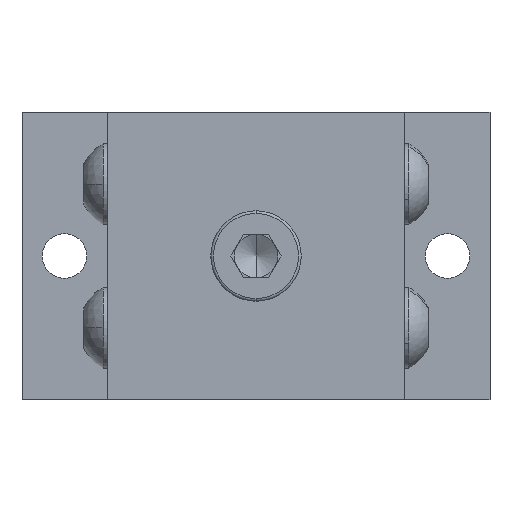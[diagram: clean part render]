
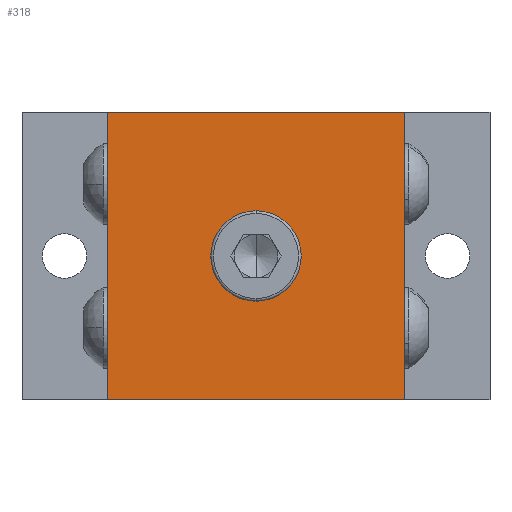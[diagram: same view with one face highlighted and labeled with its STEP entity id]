
A CAD part, front view. The second image highlights one B-rep face of the part: STEP entity #318.
In plain terms, the highlighted planar face has unit normal (0, -1, 0).
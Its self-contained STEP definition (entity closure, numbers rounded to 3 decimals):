
#318 = ADVANCED_FACE ( 'NONE', ( #16304, #7137 ), #16532, .F. ) ;
#586 = LINE ( 'NONE', #11630, #14107 ) ;
#765 = EDGE_CURVE ( 'NONE', #19012, #18477, #4331, .T. ) ;
#772 = DIRECTION ( 'NONE',  ( 0., -1., 0. ) ) ;
#1299 = EDGE_LOOP ( 'NONE', ( #2783, #20175, #20148, #8652 ) ) ;
#2123 = DIRECTION ( 'NONE',  ( 1., 0., 0. ) ) ;
#2556 = VERTEX_POINT ( 'NONE', #21644 ) ;
#2683 = ORIENTED_EDGE ( 'NONE', *, *, #21714, .F. ) ;
#2783 = ORIENTED_EDGE ( 'NONE', *, *, #9889, .T. ) ;
#3874 = DIRECTION ( 'NONE',  ( 0., 0., -1. ) ) ;
#4331 = CIRCLE ( 'NONE', #17893, 2.6 ) ;
#4556 = DIRECTION ( 'NONE',  ( 0., 0., -1. ) ) ;
#4922 = CARTESIAN_POINT ( 'NONE',  ( 14., -34., 0. ) ) ;
#5105 = EDGE_CURVE ( 'NONE', #7793, #2556, #18851, .T. ) ;
#5160 = EDGE_CURVE ( 'NONE', #7321, #2556, #21506, .T. ) ;
#5163 = CARTESIAN_POINT ( 'NONE',  ( 14., -34., 0. ) ) ;
#5359 = VECTOR ( 'NONE', #2123, 1000. ) ;
#5779 = DIRECTION ( 'NONE',  ( 0., 0., 1. ) ) ;
#7137 = FACE_OUTER_BOUND ( 'NONE', #1299, .T. ) ;
#7321 = VERTEX_POINT ( 'NONE', #5163 ) ;
#7793 = VERTEX_POINT ( 'NONE', #11856 ) ;
#7877 = DIRECTION ( 'NONE',  ( 0., -1., 0. ) ) ;
#8576 = CARTESIAN_POINT ( 'NONE',  ( 0., -34., 13.5 ) ) ;
#8652 = ORIENTED_EDGE ( 'NONE', *, *, #5105, .F. ) ;
#9071 = AXIS2_PLACEMENT_3D ( 'NONE', #17007, #12790, #5779 ) ;
#9873 = VERTEX_POINT ( 'NONE', #22762 ) ;
#9889 = EDGE_CURVE ( 'NONE', #7793, #9873, #586, .T. ) ;
#11337 = LINE ( 'NONE', #23695, #5359 ) ;
#11411 = ORIENTED_EDGE ( 'NONE', *, *, #765, .F. ) ;
#11630 = CARTESIAN_POINT ( 'NONE',  ( -14., -34., 0. ) ) ;
#11785 = AXIS2_PLACEMENT_3D ( 'NONE', #20457, #7877, #3874 ) ;
#11856 = CARTESIAN_POINT ( 'NONE',  ( -14., -34., 27. ) ) ;
#12046 = VECTOR ( 'NONE', #18967, 1000. ) ;
#12305 = DIRECTION ( 'NONE',  ( 0., 0., 1. ) ) ;
#12790 = DIRECTION ( 'NONE',  ( 0., 1., 0. ) ) ;
#13392 = CARTESIAN_POINT ( 'NONE',  ( -14., -34., 27. ) ) ;
#14107 = VECTOR ( 'NONE', #18668, 1000. ) ;
#15528 = VECTOR ( 'NONE', #12305, 1000. ) ;
#16029 = CIRCLE ( 'NONE', #11785, 2.6 ) ;
#16102 = EDGE_CURVE ( 'NONE', #9873, #7321, #11337, .T. ) ;
#16148 = CARTESIAN_POINT ( 'NONE',  ( 0., -34., 10.9 ) ) ;
#16304 = FACE_BOUND ( 'NONE', #21640, .T. ) ;
#16532 = PLANE ( 'NONE',  #9071 ) ;
#17007 = CARTESIAN_POINT ( 'NONE',  ( 0., -34., 0. ) ) ;
#17893 = AXIS2_PLACEMENT_3D ( 'NONE', #8576, #772, #4556 ) ;
#18477 = VERTEX_POINT ( 'NONE', #16148 ) ;
#18668 = DIRECTION ( 'NONE',  ( 0., 0., -1. ) ) ;
#18851 = LINE ( 'NONE', #13392, #12046 ) ;
#18967 = DIRECTION ( 'NONE',  ( 1., 0., 0. ) ) ;
#19012 = VERTEX_POINT ( 'NONE', #22750 ) ;
#20148 = ORIENTED_EDGE ( 'NONE', *, *, #5160, .T. ) ;
#20175 = ORIENTED_EDGE ( 'NONE', *, *, #16102, .T. ) ;
#20457 = CARTESIAN_POINT ( 'NONE',  ( 0., -34., 13.5 ) ) ;
#21506 = LINE ( 'NONE', #4922, #15528 ) ;
#21640 = EDGE_LOOP ( 'NONE', ( #2683, #11411 ) ) ;
#21644 = CARTESIAN_POINT ( 'NONE',  ( 14., -34., 27. ) ) ;
#21714 = EDGE_CURVE ( 'NONE', #18477, #19012, #16029, .T. ) ;
#22750 = CARTESIAN_POINT ( 'NONE',  ( 0., -34., 16.1 ) ) ;
#22762 = CARTESIAN_POINT ( 'NONE',  ( -14., -34., 0. ) ) ;
#23695 = CARTESIAN_POINT ( 'NONE',  ( -14., -34., 0. ) ) ;
